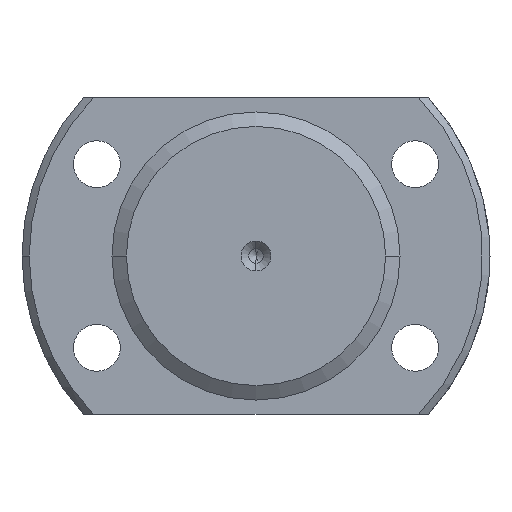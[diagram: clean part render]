
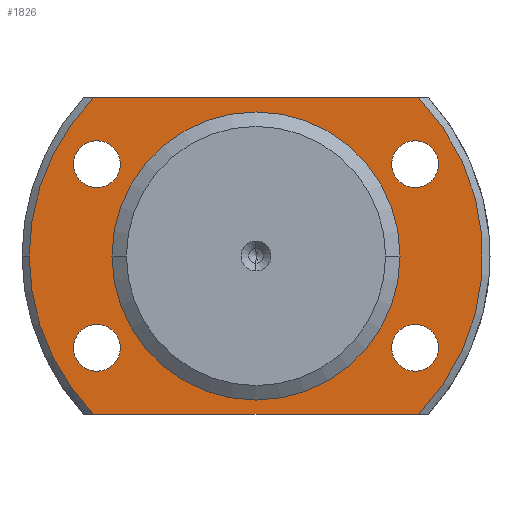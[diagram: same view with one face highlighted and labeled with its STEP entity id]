
A CAD part, left-side view. The second image highlights one B-rep face of the part: STEP entity #1826.
In plain terms, the highlighted planar face has unit normal (-1, 0, 0).
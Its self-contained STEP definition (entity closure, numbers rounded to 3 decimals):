
#1 = ORIENTED_EDGE ( 'NONE', *, *, #1749, .F. ) ;
#52 = ORIENTED_EDGE ( 'NONE', *, *, #1950, .T. ) ;
#53 = AXIS2_PLACEMENT_3D ( 'NONE', #3030, #1800, #2787 ) ;
#103 = ORIENTED_EDGE ( 'NONE', *, *, #1751, .T. ) ;
#114 = EDGE_LOOP ( 'NONE', ( #1696, #1189 ) ) ;
#130 = CARTESIAN_POINT ( 'NONE',  ( 17.5, -20., 0. ) ) ;
#138 = ORIENTED_EDGE ( 'NONE', *, *, #364, .T. ) ;
#164 = AXIS2_PLACEMENT_3D ( 'NONE', #1913, #3126, #1641 ) ;
#167 = DIRECTION ( 'NONE',  ( 0., 1., 0. ) ) ;
#253 = CARTESIAN_POINT ( 'NONE',  ( 17.5, -25.35, 12.75 ) ) ;
#256 = CIRCLE ( 'NONE', #310, 20. ) ;
#275 = VERTEX_POINT ( 'NONE', #1178 ) ;
#310 = AXIS2_PLACEMENT_3D ( 'NONE', #864, #1859, #2843 ) ;
#325 = DIRECTION ( 'NONE',  ( 0., 1., 0. ) ) ;
#362 = AXIS2_PLACEMENT_3D ( 'NONE', #3203, #2689, #443 ) ;
#364 = EDGE_CURVE ( 'NONE', #2011, #2736, #1513, .T. ) ;
#367 = AXIS2_PLACEMENT_3D ( 'NONE', #2872, #654, #2649 ) ;
#371 = VERTEX_POINT ( 'NONE', #2433 ) ;
#372 = CIRCLE ( 'NONE', #2919, 3.25 ) ;
#406 = DIRECTION ( 'NONE',  ( 1., 0., 0. ) ) ;
#443 = DIRECTION ( 'NONE',  ( 0., 1., 0. ) ) ;
#485 = DIRECTION ( 'NONE',  ( 0., 1., 0. ) ) ;
#486 = DIRECTION ( 'NONE',  ( 0., 1., 0. ) ) ;
#532 = EDGE_LOOP ( 'NONE', ( #1635, #1, #2710, #1504, #892 ) ) ;
#579 = AXIS2_PLACEMENT_3D ( 'NONE', #1462, #406, #3180 ) ;
#581 = CIRCLE ( 'NONE', #1214, 20. ) ;
#598 = VERTEX_POINT ( 'NONE', #2310 ) ;
#615 = VERTEX_POINT ( 'NONE', #792 ) ;
#650 = CARTESIAN_POINT ( 'NONE',  ( 17.5, -20., 22. ) ) ;
#654 = DIRECTION ( 'NONE',  ( 1., 0., 0. ) ) ;
#658 = ORIENTED_EDGE ( 'NONE', *, *, #1478, .T. ) ;
#661 = FACE_BOUND ( 'NONE', #1177, .T. ) ;
#662 = DIRECTION ( 'NONE',  ( 0., -1., 0. ) ) ;
#681 = FACE_BOUND ( 'NONE', #114, .T. ) ;
#688 = CARTESIAN_POINT ( 'NONE',  ( 17.5, -18.85, 12.75 ) ) ;
#704 = DIRECTION ( 'NONE',  ( 0., 1., 0. ) ) ;
#710 = CARTESIAN_POINT ( 'NONE',  ( 17.5, 18.85, 12.75 ) ) ;
#719 = CIRCLE ( 'NONE', #1048, 3.25 ) ;
#760 = EDGE_CURVE ( 'NONE', #615, #1394, #3129, .T. ) ;
#792 = CARTESIAN_POINT ( 'NONE',  ( 17.5, 22.544, -22. ) ) ;
#813 = DIRECTION ( 'NONE',  ( 1., 0., 0. ) ) ;
#833 = DIRECTION ( 'NONE',  ( 1., 0., 0. ) ) ;
#842 = EDGE_CURVE ( 'NONE', #615, #2957, #1777, .T. ) ;
#864 = CARTESIAN_POINT ( 'NONE',  ( 17.5, 0., 0. ) ) ;
#892 = ORIENTED_EDGE ( 'NONE', *, *, #3114, .F. ) ;
#899 = FACE_BOUND ( 'NONE', #3211, .T. ) ;
#975 = CARTESIAN_POINT ( 'NONE',  ( 17.5, -22.544, 22. ) ) ;
#983 = CARTESIAN_POINT ( 'NONE',  ( 17.5, 22.1, -12.75 ) ) ;
#1036 = EDGE_CURVE ( 'NONE', #1422, #275, #719, .T. ) ;
#1048 = AXIS2_PLACEMENT_3D ( 'NONE', #3031, #813, #485 ) ;
#1101 = CIRCLE ( 'NONE', #53, 3.25 ) ;
#1107 = CIRCLE ( 'NONE', #579, 3.25 ) ;
#1118 = CARTESIAN_POINT ( 'NONE',  ( 17.5, 0., 0. ) ) ;
#1168 = PLANE ( 'NONE',  #1263 ) ;
#1177 = EDGE_LOOP ( 'NONE', ( #658, #2997 ) ) ;
#1178 = CARTESIAN_POINT ( 'NONE',  ( 17.5, 25.35, -12.75 ) ) ;
#1189 = ORIENTED_EDGE ( 'NONE', *, *, #3075, .T. ) ;
#1195 = DIRECTION ( 'NONE',  ( 0., 1., 0. ) ) ;
#1214 = AXIS2_PLACEMENT_3D ( 'NONE', #2077, #833, #2820 ) ;
#1259 = AXIS2_PLACEMENT_3D ( 'NONE', #2712, #2193, #167 ) ;
#1263 = AXIS2_PLACEMENT_3D ( 'NONE', #130, #2895, #1195 ) ;
#1265 = CIRCLE ( 'NONE', #367, 3.25 ) ;
#1334 = VERTEX_POINT ( 'NONE', #2128 ) ;
#1394 = VERTEX_POINT ( 'NONE', #1445 ) ;
#1422 = VERTEX_POINT ( 'NONE', #1656 ) ;
#1432 = ORIENTED_EDGE ( 'NONE', *, *, #2932, .T. ) ;
#1445 = CARTESIAN_POINT ( 'NONE',  ( 17.5, -22.544, -22. ) ) ;
#1456 = VERTEX_POINT ( 'NONE', #2947 ) ;
#1462 = CARTESIAN_POINT ( 'NONE',  ( 17.5, -22.1, -12.75 ) ) ;
#1468 = DIRECTION ( 'NONE',  ( 1., 0., 0. ) ) ;
#1478 = EDGE_CURVE ( 'NONE', #275, #1422, #1980, .T. ) ;
#1504 = ORIENTED_EDGE ( 'NONE', *, *, #760, .T. ) ;
#1513 = CIRCLE ( 'NONE', #2602, 3.25 ) ;
#1635 = ORIENTED_EDGE ( 'NONE', *, *, #3150, .F. ) ;
#1641 = DIRECTION ( 'NONE',  ( 0., 1., 0. ) ) ;
#1653 = FACE_BOUND ( 'NONE', #1724, .T. ) ;
#1656 = CARTESIAN_POINT ( 'NONE',  ( 17.5, 18.85, -12.75 ) ) ;
#1695 = CARTESIAN_POINT ( 'NONE',  ( 17.5, 22.1, 12.75 ) ) ;
#1696 = ORIENTED_EDGE ( 'NONE', *, *, #1866, .T. ) ;
#1702 = DIRECTION ( 'NONE',  ( 1., 0., 0. ) ) ;
#1724 = EDGE_LOOP ( 'NONE', ( #52, #3136 ) ) ;
#1749 = EDGE_CURVE ( 'NONE', #2957, #1926, #2659, .T. ) ;
#1751 = EDGE_CURVE ( 'NONE', #598, #1334, #1101, .T. ) ;
#1769 = CARTESIAN_POINT ( 'NONE',  ( 17.5, 22.1, 12.75 ) ) ;
#1777 = CIRCLE ( 'NONE', #1259, 31.5 ) ;
#1780 = CIRCLE ( 'NONE', #362, 3.25 ) ;
#1800 = DIRECTION ( 'NONE',  ( 1., 0., 0. ) ) ;
#1826 = ADVANCED_FACE ( 'NONE', ( #899, #1653, #3155, #661, #681, #2882 ), #1168, .F. ) ;
#1859 = DIRECTION ( 'NONE',  ( 1., 0., 0. ) ) ;
#1866 = EDGE_CURVE ( 'NONE', #371, #1456, #256, .T. ) ;
#1913 = CARTESIAN_POINT ( 'NONE',  ( 17.5, 0., 0. ) ) ;
#1925 = VERTEX_POINT ( 'NONE', #253 ) ;
#1926 = VERTEX_POINT ( 'NONE', #3223 ) ;
#1950 = EDGE_CURVE ( 'NONE', #2747, #1925, #1780, .T. ) ;
#1980 = CIRCLE ( 'NONE', #2295, 3.25 ) ;
#1991 = VECTOR ( 'NONE', #662, 1000. ) ;
#2011 = VERTEX_POINT ( 'NONE', #710 ) ;
#2047 = CIRCLE ( 'NONE', #164, 31.5 ) ;
#2048 = DIRECTION ( 'NONE',  ( 1., 0., 0. ) ) ;
#2077 = CARTESIAN_POINT ( 'NONE',  ( 17.5, 0., 0. ) ) ;
#2087 = VECTOR ( 'NONE', #2385, 1000. ) ;
#2128 = CARTESIAN_POINT ( 'NONE',  ( 17.5, -25.35, -12.75 ) ) ;
#2142 = AXIS2_PLACEMENT_3D ( 'NONE', #1118, #2048, #325 ) ;
#2193 = DIRECTION ( 'NONE',  ( 1., 0., 0. ) ) ;
#2240 = DIRECTION ( 'NONE',  ( 1., 0., 0. ) ) ;
#2276 = VERTEX_POINT ( 'NONE', #975 ) ;
#2285 = CARTESIAN_POINT ( 'NONE',  ( 17.5, 31.5, 0. ) ) ;
#2295 = AXIS2_PLACEMENT_3D ( 'NONE', #983, #1702, #2729 ) ;
#2310 = CARTESIAN_POINT ( 'NONE',  ( 17.5, -18.85, -12.75 ) ) ;
#2354 = CARTESIAN_POINT ( 'NONE',  ( 17.5, -20., -22. ) ) ;
#2385 = DIRECTION ( 'NONE',  ( 0., -1., 0. ) ) ;
#2433 = CARTESIAN_POINT ( 'NONE',  ( 17.5, 20., 0. ) ) ;
#2549 = EDGE_LOOP ( 'NONE', ( #103, #2562 ) ) ;
#2562 = ORIENTED_EDGE ( 'NONE', *, *, #2660, .T. ) ;
#2602 = AXIS2_PLACEMENT_3D ( 'NONE', #1695, #1468, #704 ) ;
#2649 = DIRECTION ( 'NONE',  ( 0., 1., 0. ) ) ;
#2659 = CIRCLE ( 'NONE', #2142, 31.5 ) ;
#2660 = EDGE_CURVE ( 'NONE', #1334, #598, #1107, .T. ) ;
#2689 = DIRECTION ( 'NONE',  ( 1., 0., 0. ) ) ;
#2710 = ORIENTED_EDGE ( 'NONE', *, *, #842, .F. ) ;
#2712 = CARTESIAN_POINT ( 'NONE',  ( 17.5, 0., 0. ) ) ;
#2729 = DIRECTION ( 'NONE',  ( 0., 1., 0. ) ) ;
#2736 = VERTEX_POINT ( 'NONE', #3145 ) ;
#2747 = VERTEX_POINT ( 'NONE', #688 ) ;
#2785 = EDGE_CURVE ( 'NONE', #1925, #2747, #1265, .T. ) ;
#2787 = DIRECTION ( 'NONE',  ( 0., 1., 0. ) ) ;
#2820 = DIRECTION ( 'NONE',  ( 0., 1., 0. ) ) ;
#2843 = DIRECTION ( 'NONE',  ( 0., 1., 0. ) ) ;
#2872 = CARTESIAN_POINT ( 'NONE',  ( 17.5, -22.1, 12.75 ) ) ;
#2882 = FACE_OUTER_BOUND ( 'NONE', #532, .T. ) ;
#2883 = LINE ( 'NONE', #650, #1991 ) ;
#2895 = DIRECTION ( 'NONE',  ( 1., 0., 0. ) ) ;
#2919 = AXIS2_PLACEMENT_3D ( 'NONE', #1769, #2240, #486 ) ;
#2932 = EDGE_CURVE ( 'NONE', #2736, #2011, #372, .T. ) ;
#2947 = CARTESIAN_POINT ( 'NONE',  ( 17.5, -20., 0. ) ) ;
#2957 = VERTEX_POINT ( 'NONE', #2285 ) ;
#2997 = ORIENTED_EDGE ( 'NONE', *, *, #1036, .T. ) ;
#3030 = CARTESIAN_POINT ( 'NONE',  ( 17.5, -22.1, -12.75 ) ) ;
#3031 = CARTESIAN_POINT ( 'NONE',  ( 17.5, 22.1, -12.75 ) ) ;
#3075 = EDGE_CURVE ( 'NONE', #1456, #371, #581, .T. ) ;
#3114 = EDGE_CURVE ( 'NONE', #2276, #1394, #2047, .T. ) ;
#3126 = DIRECTION ( 'NONE',  ( 1., 0., 0. ) ) ;
#3129 = LINE ( 'NONE', #2354, #2087 ) ;
#3136 = ORIENTED_EDGE ( 'NONE', *, *, #2785, .T. ) ;
#3145 = CARTESIAN_POINT ( 'NONE',  ( 17.5, 25.35, 12.75 ) ) ;
#3150 = EDGE_CURVE ( 'NONE', #1926, #2276, #2883, .T. ) ;
#3155 = FACE_BOUND ( 'NONE', #2549, .T. ) ;
#3180 = DIRECTION ( 'NONE',  ( 0., 1., 0. ) ) ;
#3203 = CARTESIAN_POINT ( 'NONE',  ( 17.5, -22.1, 12.75 ) ) ;
#3211 = EDGE_LOOP ( 'NONE', ( #1432, #138 ) ) ;
#3223 = CARTESIAN_POINT ( 'NONE',  ( 17.5, 22.544, 22. ) ) ;
